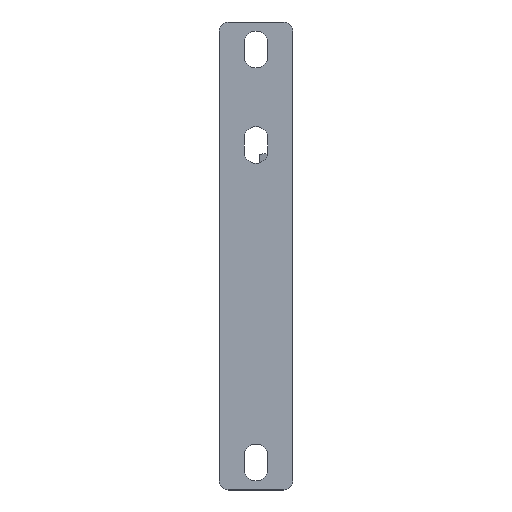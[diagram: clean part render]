
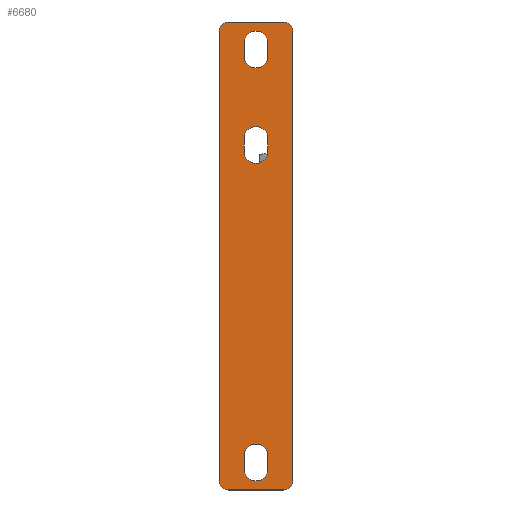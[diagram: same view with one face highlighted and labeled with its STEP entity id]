
A CAD part, top view. The second image highlights one B-rep face of the part: STEP entity #6680.
In plain terms, the highlighted face is planar.
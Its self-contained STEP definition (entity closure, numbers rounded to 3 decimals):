
#6287=DIRECTION('',(0.,0.,-1.));
#6288=VECTOR('',#6287,245.);
#6289=CARTESIAN_POINT('',(0.,-40.,-5.));
#6290=LINE('',#6289,#6288);
#6291=DIRECTION('',(0.,-1.,0.));
#6292=VECTOR('',#6291,30.);
#6293=CARTESIAN_POINT('',(0.,-5.,0.));
#6294=LINE('',#6293,#6292);
#6295=DIRECTION('',(0.,0.,1.));
#6296=VECTOR('',#6295,245.);
#6297=CARTESIAN_POINT('',(0.,0.,-250.));
#6298=LINE('',#6297,#6296);
#6299=DIRECTION('',(0.,1.,0.));
#6300=VECTOR('',#6299,30.);
#6301=CARTESIAN_POINT('',(0.,-35.,-255.));
#6302=LINE('',#6301,#6300);
#6303=DIRECTION('',(0.,0.,-1.));
#6304=VECTOR('',#6303,7.);
#6305=CARTESIAN_POINT('',(0.,-13.5,-236.5));
#6306=LINE('',#6305,#6304);
#6307=CARTESIAN_POINT('',(0.,-20.,-236.5));
#6308=DIRECTION('',(1.,0.,0.));
#6309=DIRECTION('',(0.,1.,0.));
#6310=AXIS2_PLACEMENT_3D('',#6307,#6308,#6309);
#6312=DIRECTION('',(0.,0.,1.));
#6313=VECTOR('',#6312,7.);
#6314=CARTESIAN_POINT('',(0.,-26.5,-243.5));
#6315=LINE('',#6314,#6313);
#6316=CARTESIAN_POINT('',(0.,-20.,-243.5));
#6317=DIRECTION('',(1.,0.,0.));
#6318=DIRECTION('',(0.,-1.,0.));
#6319=AXIS2_PLACEMENT_3D('',#6316,#6317,#6318);
#6321=CARTESIAN_POINT('',(0.,-20.,-18.5));
#6322=DIRECTION('',(1.,0.,0.));
#6323=DIRECTION('',(0.,-1.,0.));
#6324=AXIS2_PLACEMENT_3D('',#6321,#6322,#6323);
#6326=DIRECTION('',(0.,0.,-1.));
#6327=VECTOR('',#6326,7.);
#6328=CARTESIAN_POINT('',(0.,-13.5,-11.5));
#6329=LINE('',#6328,#6327);
#6330=CARTESIAN_POINT('',(0.,-20.,-11.5));
#6331=DIRECTION('',(1.,0.,0.));
#6332=DIRECTION('',(0.,1.,0.));
#6333=AXIS2_PLACEMENT_3D('',#6330,#6331,#6332);
#6335=DIRECTION('',(0.,0.,1.));
#6336=VECTOR('',#6335,7.);
#6337=CARTESIAN_POINT('',(0.,-26.5,-18.5));
#6338=LINE('',#6337,#6336);
#6339=DIRECTION('',(0.,0.,1.));
#6340=VECTOR('',#6339,7.);
#6341=CARTESIAN_POINT('',(0.,-26.5,-70.5));
#6342=LINE('',#6341,#6340);
#6343=CARTESIAN_POINT('',(0.,-20.,-70.5));
#6344=DIRECTION('',(1.,0.,0.));
#6345=DIRECTION('',(0.,-1.,0.));
#6346=AXIS2_PLACEMENT_3D('',#6343,#6344,#6345);
#6348=DIRECTION('',(0.,0.,-1.));
#6349=VECTOR('',#6348,7.);
#6350=CARTESIAN_POINT('',(0.,-13.5,-63.5));
#6351=LINE('',#6350,#6349);
#6352=CARTESIAN_POINT('',(0.,-20.,-63.5));
#6353=DIRECTION('',(1.,0.,0.));
#6354=DIRECTION('',(0.,1.,0.));
#6355=AXIS2_PLACEMENT_3D('',#6352,#6353,#6354);
#6370=CARTESIAN_POINT('',(0.,-35.,-250.));
#6371=DIRECTION('',(1.,0.,0.));
#6372=DIRECTION('',(0.,-1.,0.));
#6373=AXIS2_PLACEMENT_3D('',#6370,#6371,#6372);
#6388=CARTESIAN_POINT('',(0.,-5.,-250.));
#6389=DIRECTION('',(1.,0.,0.));
#6390=DIRECTION('',(0.,0.,-1.));
#6391=AXIS2_PLACEMENT_3D('',#6388,#6389,#6390);
#6406=CARTESIAN_POINT('',(0.,-5.,-5.));
#6407=DIRECTION('',(1.,0.,0.));
#6408=DIRECTION('',(0.,1.,0.));
#6409=AXIS2_PLACEMENT_3D('',#6406,#6407,#6408);
#6424=CARTESIAN_POINT('',(0.,-35.,-5.));
#6425=DIRECTION('',(1.,0.,0.));
#6426=DIRECTION('',(0.,0.,1.));
#6427=AXIS2_PLACEMENT_3D('',#6424,#6425,#6426);
#6548=CARTESIAN_POINT('',(0.,-35.,-255.));
#6550=VERTEX_POINT('',#6548);
#6553=CARTESIAN_POINT('',(0.,-40.,-250.));
#6554=VERTEX_POINT('',#6553);
#6556=CARTESIAN_POINT('',(0.,0.,-250.));
#6558=VERTEX_POINT('',#6556);
#6561=CARTESIAN_POINT('',(0.,-5.,-255.));
#6562=VERTEX_POINT('',#6561);
#6564=CARTESIAN_POINT('',(0.,-40.,-5.));
#6566=VERTEX_POINT('',#6564);
#6569=CARTESIAN_POINT('',(0.,-35.,0.));
#6570=VERTEX_POINT('',#6569);
#6572=CARTESIAN_POINT('',(0.,-5.,0.));
#6574=VERTEX_POINT('',#6572);
#6577=CARTESIAN_POINT('',(0.,0.,-5.));
#6578=VERTEX_POINT('',#6577);
#6579=CARTESIAN_POINT('',(0.,-13.5,-236.5));
#6580=CARTESIAN_POINT('',(0.,-13.5,-243.5));
#6581=VERTEX_POINT('',#6579);
#6582=VERTEX_POINT('',#6580);
#6583=CARTESIAN_POINT('',(0.,-26.5,-243.5));
#6584=VERTEX_POINT('',#6583);
#6585=CARTESIAN_POINT('',(0.,-26.5,-236.5));
#6586=VERTEX_POINT('',#6585);
#6587=CARTESIAN_POINT('',(0.,-26.5,-18.5));
#6588=CARTESIAN_POINT('',(0.,-13.5,-18.5));
#6589=VERTEX_POINT('',#6587);
#6590=VERTEX_POINT('',#6588);
#6591=CARTESIAN_POINT('',(0.,-26.5,-11.5));
#6592=VERTEX_POINT('',#6591);
#6593=CARTESIAN_POINT('',(0.,-13.5,-11.5));
#6594=VERTEX_POINT('',#6593);
#6611=CARTESIAN_POINT('',(0.,-26.5,-70.5));
#6612=CARTESIAN_POINT('',(0.,-26.5,-63.5));
#6613=VERTEX_POINT('',#6611);
#6614=VERTEX_POINT('',#6612);
#6615=CARTESIAN_POINT('',(0.,-13.5,-63.5));
#6616=VERTEX_POINT('',#6615);
#6617=CARTESIAN_POINT('',(0.,-13.5,-70.5));
#6618=VERTEX_POINT('',#6617);
#6627=CARTESIAN_POINT('',(0.,0.,0.));
#6628=DIRECTION('',(1.,0.,0.));
#6629=DIRECTION('',(0.,-1.,0.));
#6630=AXIS2_PLACEMENT_3D('',#6627,#6628,#6629);
#6631=PLANE('',#6630);
#6633=ORIENTED_EDGE('',*,*,#6632,.F.);
#6635=ORIENTED_EDGE('',*,*,#6634,.F.);
#6637=ORIENTED_EDGE('',*,*,#6636,.F.);
#6639=ORIENTED_EDGE('',*,*,#6638,.F.);
#6641=ORIENTED_EDGE('',*,*,#6640,.F.);
#6643=ORIENTED_EDGE('',*,*,#6642,.F.);
#6645=ORIENTED_EDGE('',*,*,#6644,.F.);
#6647=ORIENTED_EDGE('',*,*,#6646,.F.);
#6648=EDGE_LOOP('',(#6633,#6635,#6637,#6639,#6641,#6643,#6645,#6647));
#6649=FACE_OUTER_BOUND('',#6648,.F.);
#6651=ORIENTED_EDGE('',*,*,#6650,.F.);
#6653=ORIENTED_EDGE('',*,*,#6652,.T.);
#6655=ORIENTED_EDGE('',*,*,#6654,.F.);
#6657=ORIENTED_EDGE('',*,*,#6656,.T.);
#6658=EDGE_LOOP('',(#6651,#6653,#6655,#6657));
#6659=FACE_BOUND('',#6658,.F.);
#6661=ORIENTED_EDGE('',*,*,#6660,.T.);
#6663=ORIENTED_EDGE('',*,*,#6662,.F.);
#6665=ORIENTED_EDGE('',*,*,#6664,.T.);
#6667=ORIENTED_EDGE('',*,*,#6666,.F.);
#6668=EDGE_LOOP('',(#6661,#6663,#6665,#6667));
#6669=FACE_BOUND('',#6668,.F.);
#6671=ORIENTED_EDGE('',*,*,#6670,.F.);
#6673=ORIENTED_EDGE('',*,*,#6672,.T.);
#6675=ORIENTED_EDGE('',*,*,#6674,.F.);
#6677=ORIENTED_EDGE('',*,*,#6676,.T.);
#6678=EDGE_LOOP('',(#6671,#6673,#6675,#6677));
#6679=FACE_BOUND('',#6678,.F.);
#6680=ADVANCED_FACE('',(#6649,#6659,#6669,#6679),#6631,.T.);
#6311=CIRCLE('',#6310,6.5);
#6320=CIRCLE('',#6319,6.5);
#6325=CIRCLE('',#6324,6.5);
#6334=CIRCLE('',#6333,6.5);
#6347=CIRCLE('',#6346,6.5);
#6356=CIRCLE('',#6355,6.5);
#6374=CIRCLE('',#6373,5.);
#6392=CIRCLE('',#6391,5.);
#6410=CIRCLE('',#6409,5.);
#6428=CIRCLE('',#6427,5.);
#6632=EDGE_CURVE('',#6554,#6550,#6374,.T.);
#6634=EDGE_CURVE('',#6566,#6554,#6290,.T.);
#6636=EDGE_CURVE('',#6570,#6566,#6428,.T.);
#6638=EDGE_CURVE('',#6574,#6570,#6294,.T.);
#6640=EDGE_CURVE('',#6578,#6574,#6410,.T.);
#6642=EDGE_CURVE('',#6558,#6578,#6298,.T.);
#6644=EDGE_CURVE('',#6562,#6558,#6392,.T.);
#6646=EDGE_CURVE('',#6550,#6562,#6302,.T.);
#6650=EDGE_CURVE('',#6581,#6582,#6306,.T.);
#6652=EDGE_CURVE('',#6581,#6586,#6311,.T.);
#6654=EDGE_CURVE('',#6584,#6586,#6315,.T.);
#6656=EDGE_CURVE('',#6584,#6582,#6320,.T.);
#6660=EDGE_CURVE('',#6589,#6590,#6325,.T.);
#6662=EDGE_CURVE('',#6594,#6590,#6329,.T.);
#6664=EDGE_CURVE('',#6594,#6592,#6334,.T.);
#6666=EDGE_CURVE('',#6589,#6592,#6338,.T.);
#6670=EDGE_CURVE('',#6613,#6614,#6342,.T.);
#6672=EDGE_CURVE('',#6613,#6618,#6347,.T.);
#6674=EDGE_CURVE('',#6616,#6618,#6351,.T.);
#6676=EDGE_CURVE('',#6616,#6614,#6356,.T.);
